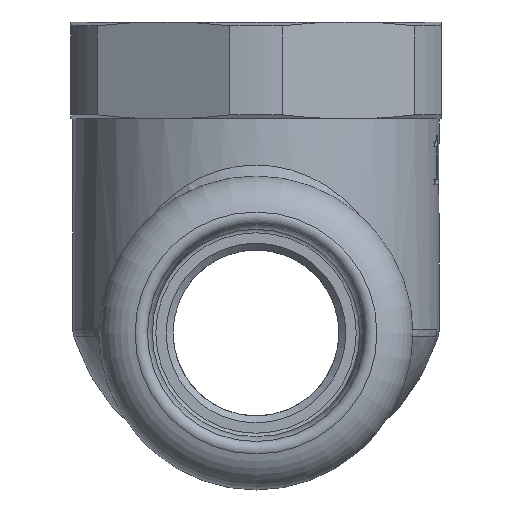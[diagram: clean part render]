
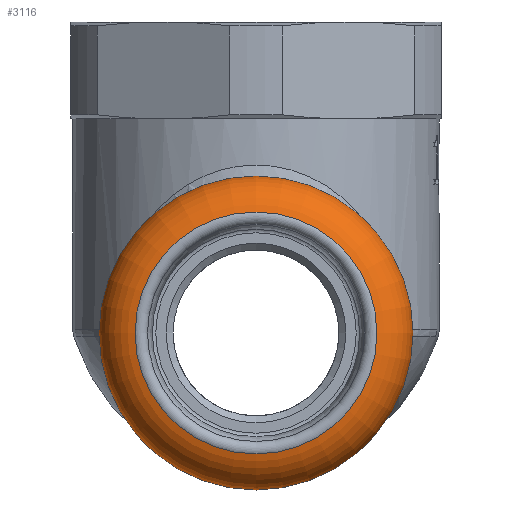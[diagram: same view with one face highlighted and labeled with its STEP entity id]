
A CAD part, left-side view. The second image highlights one B-rep face of the part: STEP entity #3116.
In plain terms, the highlighted toroidal (fillet/blend) face has major radius 8.051 mm and minor radius 3.307 mm.
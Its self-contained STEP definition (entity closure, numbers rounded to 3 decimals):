
#376=TOROIDAL_SURFACE('',#3329,8.051,3.307);
#393=FACE_OUTER_BOUND('',#579,.T.);
#579=EDGE_LOOP('',(#2085,#2086,#2087,#2088,#2089,#2090));
#1103=CIRCLE('',#3330,8.75);
#1104=CIRCLE('',#3331,8.75);
#1105=CIRCLE('',#3332,3.307);
#1106=CIRCLE('',#3333,9.15);
#1107=CIRCLE('',#3334,9.15);
#1242=VERTEX_POINT('',#4293);
#1243=VERTEX_POINT('',#4294);
#1244=VERTEX_POINT('',#4297);
#1245=VERTEX_POINT('',#4299);
#1574=EDGE_CURVE('',#1242,#1243,#1103,.T.);
#1575=EDGE_CURVE('',#1243,#1242,#1104,.T.);
#1576=EDGE_CURVE('',#1243,#1244,#1105,.T.);
#1577=EDGE_CURVE('',#1244,#1245,#1106,.T.);
#1578=EDGE_CURVE('',#1245,#1244,#1107,.T.);
#2085=ORIENTED_EDGE('',*,*,#1574,.F.);
#2086=ORIENTED_EDGE('',*,*,#1575,.F.);
#2087=ORIENTED_EDGE('',*,*,#1576,.T.);
#2088=ORIENTED_EDGE('',*,*,#1577,.T.);
#2089=ORIENTED_EDGE('',*,*,#1578,.T.);
#2090=ORIENTED_EDGE('',*,*,#1576,.F.);
#3116=ADVANCED_FACE('',(#393),#376,.T.);
#3329=AXIS2_PLACEMENT_3D('',#4292,#3605,#3606);
#3330=AXIS2_PLACEMENT_3D('',#4295,#3607,#3608);
#3331=AXIS2_PLACEMENT_3D('',#4296,#3609,#3610);
#3332=AXIS2_PLACEMENT_3D('',#4298,#3611,#3612);
#3333=AXIS2_PLACEMENT_3D('',#4300,#3613,#3614);
#3334=AXIS2_PLACEMENT_3D('',#4301,#3615,#3616);
#3605=DIRECTION('center_axis',(-1.,0.,0.));
#3606=DIRECTION('ref_axis',(0.,0.,1.));
#3607=DIRECTION('center_axis',(-1.,0.,0.));
#3608=DIRECTION('ref_axis',(0.,0.,1.));
#3609=DIRECTION('center_axis',(-1.,0.,0.));
#3610=DIRECTION('ref_axis',(0.,0.,1.));
#3611=DIRECTION('center_axis',(0.,-1.,0.));
#3612=DIRECTION('ref_axis',(0.,0.,-1.));
#3613=DIRECTION('center_axis',(-1.,0.,0.));
#3614=DIRECTION('ref_axis',(0.,0.,1.));
#3615=DIRECTION('center_axis',(-1.,0.,0.));
#3616=DIRECTION('ref_axis',(0.,0.,1.));
#4292=CARTESIAN_POINT('Origin',(-33.188,0.,0.));
#4293=CARTESIAN_POINT('',(-36.42,0.,8.75));
#4294=CARTESIAN_POINT('',(-36.42,0.,-8.75));
#4295=CARTESIAN_POINT('Origin',(-36.42,0.,
0.));
#4296=CARTESIAN_POINT('Origin',(-36.42,0.,
0.));
#4297=CARTESIAN_POINT('',(-30.069,0.,-9.15));
#4298=CARTESIAN_POINT('Origin',(-33.188,0.,
-8.051));
#4299=CARTESIAN_POINT('',(-30.069,0.,9.15));
#4300=CARTESIAN_POINT('Origin',(-30.069,0.,
0.));
#4301=CARTESIAN_POINT('Origin',(-30.069,0.,
0.));
